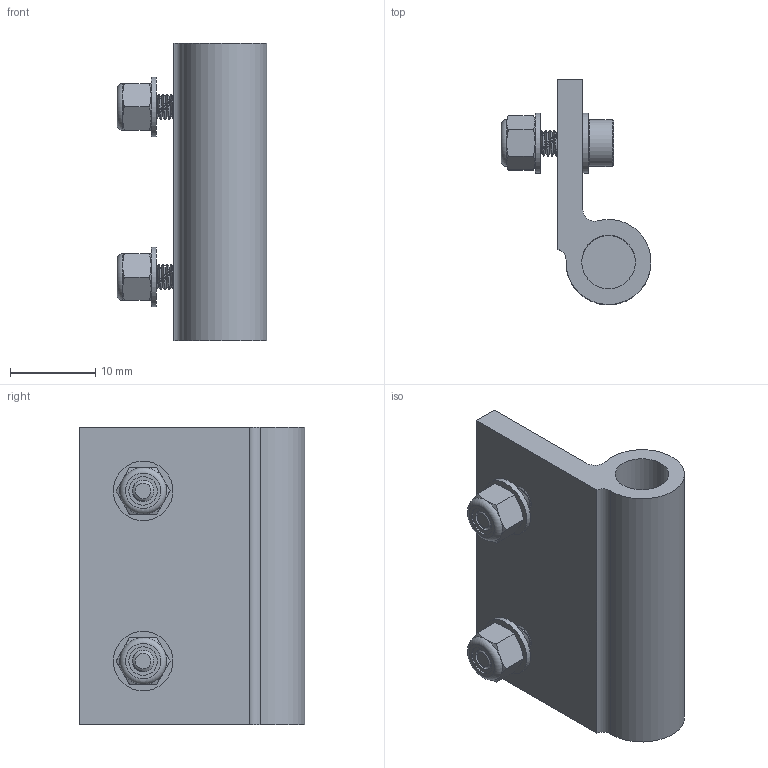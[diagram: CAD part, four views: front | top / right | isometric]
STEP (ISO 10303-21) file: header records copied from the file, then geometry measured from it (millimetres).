
FILE_DESCRIPTION(/* description */ (''),/* implementation_level */ '2;1');
FILE_NAME(/* name */ 'Hinge 1.step',/* time_stamp */ '2018-04-09T13:25:21+02:00',/* author */ ('boelle'),/* organization */ (''),/* preprocessor_version */ 'ST-DEVELOPER v16.13',/* originating_system */ 'Autodesk Translation Framework v6.5.0.72',/* authorisation */ '');
FILE_SCHEMA (('AUTOMOTIVE_DESIGN { 1 0 10303 214 3 1 1 }'));
Length unit declared in the file: millimetre
Products named in the file (14): Hinge 1; Hinge 1_1; Component1; M3 Washer; M3 Washer_1; M3x10; M3x10_1; 91290A115; M3 Lock Nut; M3 Lock Nut_1; 90576A102; M3 Washer_2; M3 Washer_3; 98269A420
Assembly tree (18 placements, depth 3):
  Hinge 1
    Hinge 1_1
      Component1
    M3 Washer
      98269A420
    M3 Washer_1
      98269A420
    M3x10
      91290A115
    M3x10_1
      91290A115
    M3 Lock Nut
      90576A102
    M3 Lock Nut_1
      90576A102
    M3 Washer_2
      98269A420
    M3 Washer_3
      98269A420
Bounding box: 17.62 x 26.49 x 35 mm (x, y, z)
Volume: 4195.7 mm3; surface area: 4577 mm2
Topology: 11 solids, 11 shells, 280 faces, 731 edges, 482 vertices
Faces by surface type: cylinder 132, cone 80, plane 58, torus 6, bspline 4
Full cylindrical faces by diameter (mm): 2.35 x36, 2.538 x2, 2.594 x12, 3 x48, 3.2 x6, 3.352 x2, 5.5 x2, 6.3 x1, 7 x4
Entity records: 8842 total; most frequent: CARTESIAN_POINT 5202, ORIENTED_EDGE 738, DIRECTION 689, EDGE_CURVE 369, AXIS2_PLACEMENT_3D 293, VERTEX_POINT 242, EDGE_LOOP 157, FACE_OUTER_BOUND 142
